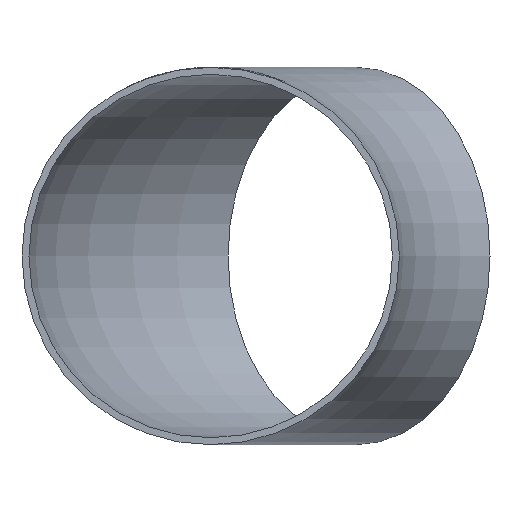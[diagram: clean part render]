
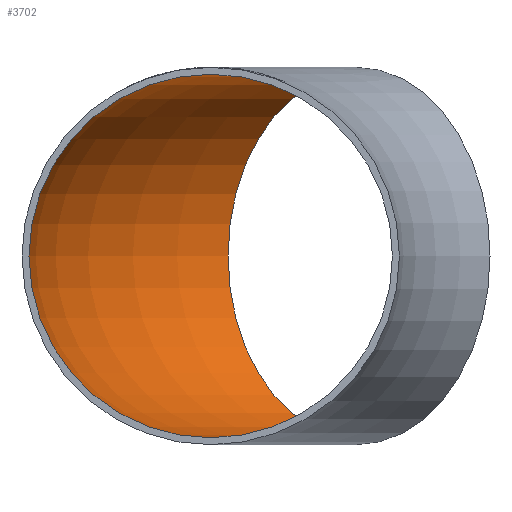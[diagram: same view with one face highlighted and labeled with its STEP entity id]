
A CAD part, front view. The second image highlights one B-rep face of the part: STEP entity #3702.
In plain terms, the highlighted toroidal (fillet/blend) face has major radius 142.5 mm and minor radius 52 mm.
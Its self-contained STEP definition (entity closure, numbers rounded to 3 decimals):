
#259 = EDGE_CURVE ( 'NONE', #12781, #12781, #13577, .T. ) ;
#791 = DIRECTION ( 'NONE',  ( 0., 0., -1. ) ) ;
#1232 = CARTESIAN_POINT ( 'NONE',  ( -142.5, 0., 52. ) ) ;
#1825 = TOROIDAL_SURFACE ( 'NONE', #3592, 142.5, 52. ) ;
#2331 = DIRECTION ( 'NONE',  ( 0.707, 0.707, 0. ) ) ;
#3592 = AXIS2_PLACEMENT_3D ( 'NONE', #16115, #791, #7783 ) ;
#3593 = CIRCLE ( 'NONE', #18978, 52. ) ;
#3702 = ADVANCED_FACE ( 'NONE', ( #15995, #7512 ), #1825, .F. ) ;
#5963 = CARTESIAN_POINT ( 'NONE',  ( -137.532, 137.532, 0. ) ) ;
#7512 = FACE_OUTER_BOUND ( 'NONE', #9061, .T. ) ;
#7783 = DIRECTION ( 'NONE',  ( -1., 0., 0. ) ) ;
#7862 = VERTEX_POINT ( 'NONE', #5963 ) ;
#9061 = EDGE_LOOP ( 'NONE', ( #12783 ) ) ;
#9399 = CARTESIAN_POINT ( 'NONE',  ( -100.763, 100.763, 0. ) ) ;
#10956 = DIRECTION ( 'NONE',  ( 0., 1., 0. ) ) ;
#12524 = AXIS2_PLACEMENT_3D ( 'NONE', #12851, #10956, #16205 ) ;
#12634 = EDGE_LOOP ( 'NONE', ( #17909 ) ) ;
#12781 = VERTEX_POINT ( 'NONE', #1232 ) ;
#12783 = ORIENTED_EDGE ( 'NONE', *, *, #259, .F. ) ;
#12851 = CARTESIAN_POINT ( 'NONE',  ( -142.5, 0., 0. ) ) ;
#13577 = CIRCLE ( 'NONE', #12524, 52. ) ;
#15995 = FACE_OUTER_BOUND ( 'NONE', #12634, .T. ) ;
#16115 = CARTESIAN_POINT ( 'NONE',  ( 0., 0., 0. ) ) ;
#16203 = DIRECTION ( 'NONE',  ( -0.707, 0.707, 0. ) ) ;
#16205 = DIRECTION ( 'NONE',  ( 0., 0., 1. ) ) ;
#17909 = ORIENTED_EDGE ( 'NONE', *, *, #20395, .T. ) ;
#18978 = AXIS2_PLACEMENT_3D ( 'NONE', #9399, #2331, #16203 ) ;
#20395 = EDGE_CURVE ( 'NONE', #7862, #7862, #3593, .T. ) ;
